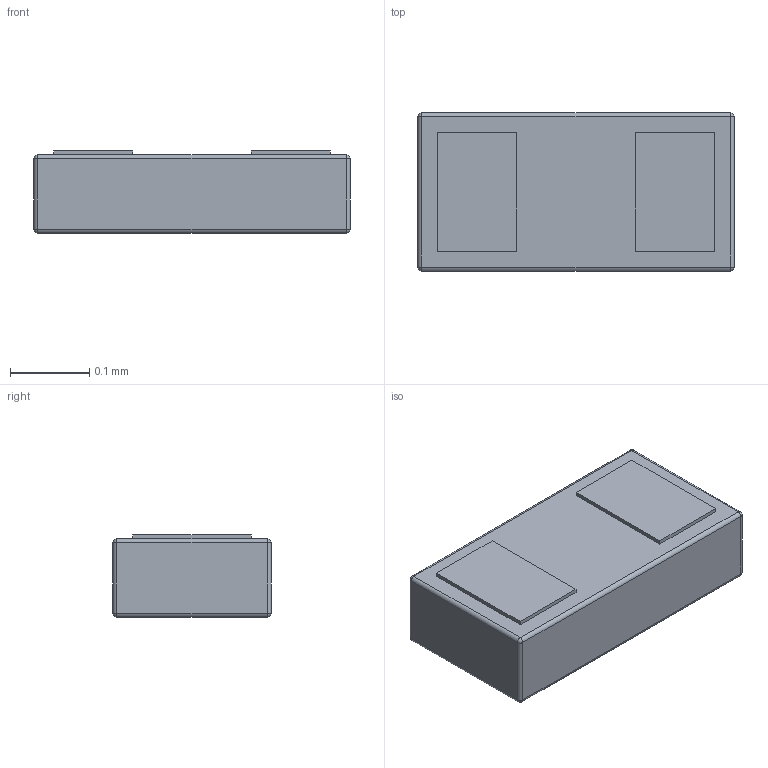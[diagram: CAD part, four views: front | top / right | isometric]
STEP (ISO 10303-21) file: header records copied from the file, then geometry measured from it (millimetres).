
FILE_DESCRIPTION(('FreeCAD Model'),'2;1');
FILE_NAME('TVS GP 01005.stp','2020-10-16T15:06:39',('Author'),(''), 'Open CASCADE STEP processor 7.3','FreeCAD','Unknown');
FILE_SCHEMA(('AUTOMOTIVE_DESIGN { 1 0 10303 214 1 1 1 1 }'));
Length unit declared in the file: millimetre
Products named in the file (1): TVS_GP_01005
Bounding box: 0.4 x 0.2 x 0.1 mm (x, y, z)
Volume: 0 mm3; surface area: 0.3 mm2
Topology: 1 solids, 1 shells, 36 faces, 80 edges, 40 vertices
Faces by surface type: plane 16, cylinder 12, sphere 8
Entity records: 2323 total; most frequent: CARTESIAN_POINT 539, DIRECTION 298, LINE 176, VECTOR 176, ORIENTED_EDGE 144, PCURVE 144, DEFINITIONAL_REPRESENTATION 144, EDGE_CURVE 72
